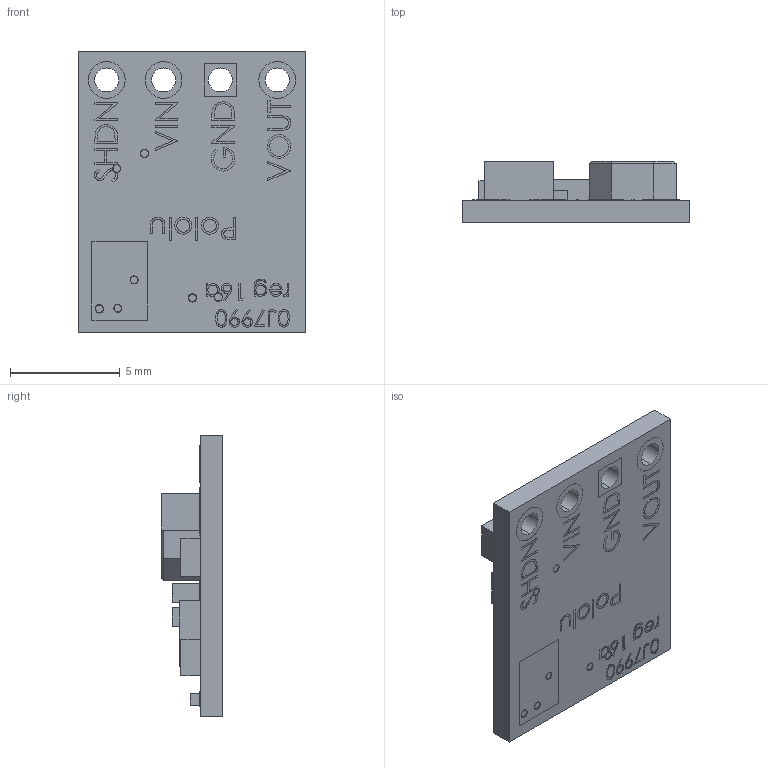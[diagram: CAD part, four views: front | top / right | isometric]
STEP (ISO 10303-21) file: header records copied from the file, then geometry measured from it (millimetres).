
FILE_DESCRIPTION (( 'STEP AP214' ), '1' );
FILE_NAME ('Pololu 2843 5V Step Down Regulator.STEP', '2016-08-11T16:40:27', ( 'TNG' ), ( '' ), 'SwSTEP 2.0', 'SolidWorks 2015', '' );
FILE_SCHEMA (( 'AUTOMOTIVE_DESIGN' ));
Length unit declared in the file: inch
Products named in the file (1): Pololu 2843 5V Step Down Regulator
Bounding box: 10.39 x 2.8 x 12.83 mm (x, y, z)
Volume: 185.3 mm3; surface area: 408.4 mm2
Topology: 1 solids, 1 shells, 700 faces, 1830 edges, 1208 vertices
Faces by surface type: plane 449, bspline 175, cylinder 50, torus 26
Entity records: 39922 total; most frequent: CARTESIAN_POINT 14585, ORIENTED_EDGE 3660, DIRECTION 2692, EDGE_CURVE 1830, VECTOR 1318, LINE 1318, VERTEX_POINT 1208, EDGE_LOOP 784
